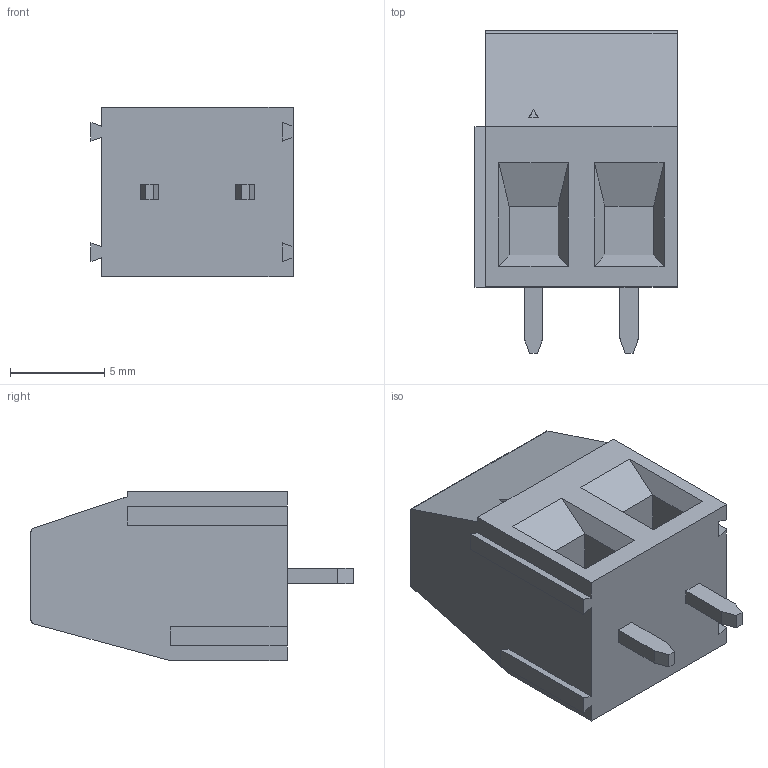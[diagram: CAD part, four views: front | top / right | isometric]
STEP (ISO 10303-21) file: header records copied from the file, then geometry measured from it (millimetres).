
FILE_DESCRIPTION (( 'STEP AP214' ), '1' );
FILE_NAME ('DG125-5.08-02P-14-00AH.STEP', '2021-01-11T19:06:11', ( '' ), ( '' ), 'SwSTEP 2.0', 'SolidWorks 2020', '' );
FILE_SCHEMA (( 'AUTOMOTIVE_DESIGN' ));
Length unit declared in the file: millimetre
Products named in the file (1): DG125-5.08-02P-14-00AH
Bounding box: 10.73 x 17.1 x 9 mm (x, y, z)
Volume: 979 mm3; surface area: 956.8 mm2
Topology: 1 solids, 1 shells, 421 faces, 1113 edges, 732 vertices
Faces by surface type: plane 218, bspline 171, cylinder 18, torus 10, cone 4
Entity records: 24934 total; most frequent: CARTESIAN_POINT 12006, ORIENTED_EDGE 2226, DIRECTION 1341, EDGE_CURVE 1113, VERTEX_POINT 732, VECTOR 695, LINE 695, EDGE_LOOP 459
